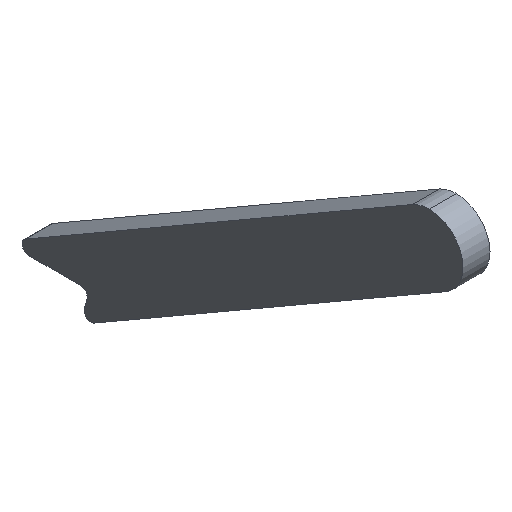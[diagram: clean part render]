
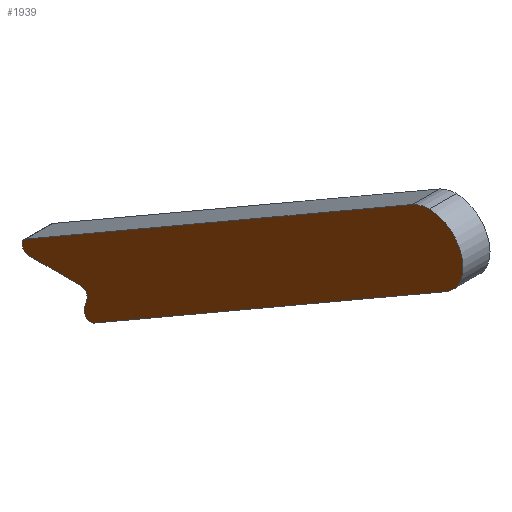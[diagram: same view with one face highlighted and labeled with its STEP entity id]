
A CAD part, isometric view. The second image highlights one B-rep face of the part: STEP entity #1939.
In plain terms, the highlighted planar face has unit normal (-1, 0, 0).
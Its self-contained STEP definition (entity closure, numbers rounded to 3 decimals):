
#73 = AXIS2_PLACEMENT_3D ( 'NONE', #1033, #4601, #2790 ) ;
#254 = VECTOR ( 'NONE', #1357, 1000. ) ;
#347 = DIRECTION ( 'NONE',  ( 0., 0., -1. ) ) ;
#369 = DIRECTION ( 'NONE',  ( -1., 0., 0. ) ) ;
#449 = VECTOR ( 'NONE', #4460, 1000. ) ;
#452 = CIRCLE ( 'NONE', #1175, 0.5 ) ;
#491 = VERTEX_POINT ( 'NONE', #4229 ) ;
#527 = VERTEX_POINT ( 'NONE', #686 ) ;
#626 = VERTEX_POINT ( 'NONE', #2739 ) ;
#646 = CARTESIAN_POINT ( 'NONE',  ( 0., 25.324, -15.926 ) ) ;
#686 = CARTESIAN_POINT ( 'NONE',  ( 0., 29.879, -14.364 ) ) ;
#702 = LINE ( 'NONE', #2167, #449 ) ;
#745 = DIRECTION ( 'NONE',  ( -1., 0., 0. ) ) ;
#816 = DIRECTION ( 'NONE',  ( 1., 0., 0. ) ) ;
#862 = CARTESIAN_POINT ( 'NONE',  ( 0., 0., 0. ) ) ;
#955 = EDGE_LOOP ( 'NONE', ( #2833, #4456, #2512, #2559, #2939, #1348, #1325, #4333, #4262 ) ) ;
#979 = VERTEX_POINT ( 'NONE', #1673 ) ;
#1017 = DIRECTION ( 'NONE',  ( 0., 1., 0. ) ) ;
#1033 = CARTESIAN_POINT ( 'NONE',  ( 0., 29.629, -14.797 ) ) ;
#1131 = CARTESIAN_POINT ( 'NONE',  ( 0., 0., 0. ) ) ;
#1175 = AXIS2_PLACEMENT_3D ( 'NONE', #2881, #745, #1848 ) ;
#1212 = VERTEX_POINT ( 'NONE', #2199 ) ;
#1221 = VERTEX_POINT ( 'NONE', #1838 ) ;
#1235 = DIRECTION ( 'NONE',  ( 0., 0., -1. ) ) ;
#1325 = ORIENTED_EDGE ( 'NONE', *, *, #1693, .T. ) ;
#1348 = ORIENTED_EDGE ( 'NONE', *, *, #1766, .F. ) ;
#1357 = DIRECTION ( 'NONE',  ( 0., -0.259, 0.966 ) ) ;
#1360 = VECTOR ( 'NONE', #2068, 1000. ) ;
#1401 = LINE ( 'NONE', #1450, #2088 ) ;
#1450 = CARTESIAN_POINT ( 'NONE',  ( 0., 31.495, -15.297 ) ) ;
#1462 = EDGE_CURVE ( 'NONE', #1221, #979, #2824, .T. ) ;
#1515 = CIRCLE ( 'NONE', #73, 0.5 ) ;
#1673 = CARTESIAN_POINT ( 'NONE',  ( 0., -1.25, -2.165 ) ) ;
#1683 = VERTEX_POINT ( 'NONE', #3175 ) ;
#1693 = EDGE_CURVE ( 'NONE', #527, #491, #1515, .T. ) ;
#1743 = AXIS2_PLACEMENT_3D ( 'NONE', #1131, #2268, #2219 ) ;
#1766 = EDGE_CURVE ( 'NONE', #527, #626, #702, .T. ) ;
#1838 = CARTESIAN_POINT ( 'NONE',  ( 0., 0., 2.5 ) ) ;
#1848 = DIRECTION ( 'NONE',  ( 0., 0., -1. ) ) ;
#1939 = ADVANCED_FACE ( 'NONE', ( #4500 ), #3045, .F. ) ;
#2068 = DIRECTION ( 'NONE',  ( 0., 0.866, -0.5 ) ) ;
#2088 = VECTOR ( 'NONE', #1017, 1000. ) ;
#2147 = EDGE_CURVE ( 'NONE', #626, #1221, #2518, .T. ) ;
#2167 = CARTESIAN_POINT ( 'NONE',  ( 0., 1.25, 2.165 ) ) ;
#2199 = CARTESIAN_POINT ( 'NONE',  ( 0., 25.324, -15.926 ) ) ;
#2219 = DIRECTION ( 'NONE',  ( 0., 0., -1. ) ) ;
#2268 = DIRECTION ( 'NONE',  ( 1., 0., 0. ) ) ;
#2379 = CARTESIAN_POINT ( 'NONE',  ( 0., 25.825, -17.797 ) ) ;
#2471 = EDGE_CURVE ( 'NONE', #979, #3195, #4194, .T. ) ;
#2512 = ORIENTED_EDGE ( 'NONE', *, *, #2471, .F. ) ;
#2518 = CIRCLE ( 'NONE', #3666, 2.5 ) ;
#2522 = AXIS2_PLACEMENT_3D ( 'NONE', #4390, #369, #347 ) ;
#2559 = ORIENTED_EDGE ( 'NONE', *, *, #1462, .F. ) ;
#2627 = CARTESIAN_POINT ( 'NONE',  ( 0., 24.78, -17.193 ) ) ;
#2640 = CARTESIAN_POINT ( 'NONE',  ( 0., 0., 0. ) ) ;
#2739 = CARTESIAN_POINT ( 'NONE',  ( 0., 1.25, 2.165 ) ) ;
#2790 = DIRECTION ( 'NONE',  ( 0., 0., -1. ) ) ;
#2824 = CIRCLE ( 'NONE', #1743, 2.5 ) ;
#2833 = ORIENTED_EDGE ( 'NONE', *, *, #3472, .F. ) ;
#2881 = CARTESIAN_POINT ( 'NONE',  ( 0., 25.03, -16.76 ) ) ;
#2939 = ORIENTED_EDGE ( 'NONE', *, *, #2147, .F. ) ;
#3035 = CARTESIAN_POINT ( 'NONE',  ( 0., 25.513, -16.631 ) ) ;
#3045 = PLANE ( 'NONE',  #4496 ) ;
#3104 = EDGE_CURVE ( 'NONE', #1212, #1683, #3745, .T. ) ;
#3175 = CARTESIAN_POINT ( 'NONE',  ( 0., 25.807, -15.297 ) ) ;
#3195 = VERTEX_POINT ( 'NONE', #2627 ) ;
#3379 = EDGE_CURVE ( 'NONE', #4695, #3195, #452, .T. ) ;
#3429 = DIRECTION ( 'NONE',  ( 0., 0., -1. ) ) ;
#3434 = DIRECTION ( 'NONE',  ( 1., 0., 0. ) ) ;
#3472 = EDGE_CURVE ( 'NONE', #4695, #1212, #3930, .T. ) ;
#3666 = AXIS2_PLACEMENT_3D ( 'NONE', #2640, #816, #3429 ) ;
#3745 = CIRCLE ( 'NONE', #2522, 0.5 ) ;
#3930 = LINE ( 'NONE', #646, #254 ) ;
#4194 = LINE ( 'NONE', #2379, #1360 ) ;
#4229 = CARTESIAN_POINT ( 'NONE',  ( 0., 29.629, -15.297 ) ) ;
#4262 = ORIENTED_EDGE ( 'NONE', *, *, #3104, .F. ) ;
#4333 = ORIENTED_EDGE ( 'NONE', *, *, #4658, .F. ) ;
#4390 = CARTESIAN_POINT ( 'NONE',  ( 0., 25.807, -15.797 ) ) ;
#4456 = ORIENTED_EDGE ( 'NONE', *, *, #3379, .T. ) ;
#4460 = DIRECTION ( 'NONE',  ( 0., -0.866, 0.5 ) ) ;
#4496 = AXIS2_PLACEMENT_3D ( 'NONE', #862, #3434, #1235 ) ;
#4500 = FACE_OUTER_BOUND ( 'NONE', #955, .T. ) ;
#4601 = DIRECTION ( 'NONE',  ( -1., 0., 0. ) ) ;
#4658 = EDGE_CURVE ( 'NONE', #1683, #491, #1401, .T. ) ;
#4695 = VERTEX_POINT ( 'NONE', #3035 ) ;
